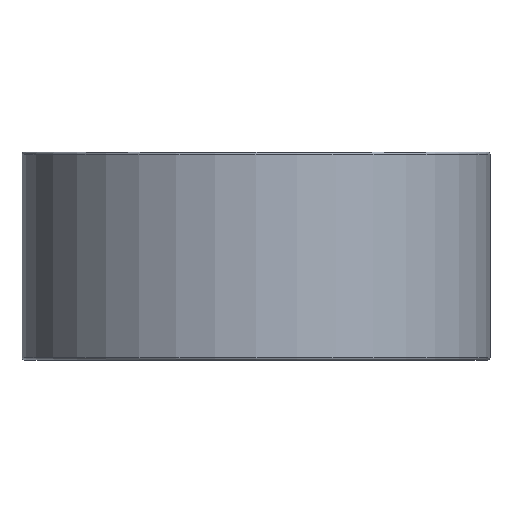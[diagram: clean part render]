
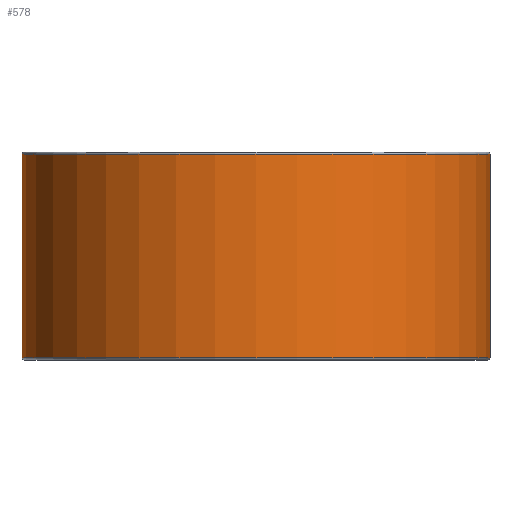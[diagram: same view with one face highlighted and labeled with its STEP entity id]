
A CAD part, front view. The second image highlights one B-rep face of the part: STEP entity #578.
In plain terms, the highlighted cylindrical face has radius 28.575 mm (diameter 57.15 mm), a full revolution.
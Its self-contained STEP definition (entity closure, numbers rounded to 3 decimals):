
#326 = EDGE_CURVE ( 'NONE', #9903, #9903, #2487, .T. ) ;
#464 = EDGE_LOOP ( 'NONE', ( #9361 ) ) ;
#578 = ADVANCED_FACE ( 'NONE', ( #6272, #8805 ), #1066, .T. ) ;
#710 = CARTESIAN_POINT ( 'NONE',  ( 0., 0., 25.146 ) ) ;
#1066 = CYLINDRICAL_SURFACE ( 'NONE', #6031, 28.575 ) ;
#1313 = EDGE_LOOP ( 'NONE', ( #1579 ) ) ;
#1579 = ORIENTED_EDGE ( 'NONE', *, *, #10003, .T. ) ;
#2487 = CIRCLE ( 'NONE', #5558, 28.575 ) ;
#3750 = CARTESIAN_POINT ( 'NONE',  ( 28.575, 0., 0.254 ) ) ;
#3993 = DIRECTION ( 'NONE',  ( -1., 0., 0. ) ) ;
#4477 = CARTESIAN_POINT ( 'NONE',  ( 28.575, 0., 25.146 ) ) ;
#4896 = CARTESIAN_POINT ( 'NONE',  ( 0., 0., 0.254 ) ) ;
#5165 = CARTESIAN_POINT ( 'NONE',  ( 0., 0., 25.4 ) ) ;
#5558 = AXIS2_PLACEMENT_3D ( 'NONE', #4896, #8725, #5648 ) ;
#5648 = DIRECTION ( 'NONE',  ( 1., 0., 0. ) ) ;
#6031 = AXIS2_PLACEMENT_3D ( 'NONE', #5165, #7446, #3993 ) ;
#6064 = DIRECTION ( 'NONE',  ( 0., 0., -1. ) ) ;
#6272 = FACE_OUTER_BOUND ( 'NONE', #464, .T. ) ;
#6560 = CIRCLE ( 'NONE', #9148, 28.575 ) ;
#7446 = DIRECTION ( 'NONE',  ( 0., 0., -1. ) ) ;
#7636 = DIRECTION ( 'NONE',  ( 1., 0., 0. ) ) ;
#8725 = DIRECTION ( 'NONE',  ( 0., 0., 1. ) ) ;
#8805 = FACE_OUTER_BOUND ( 'NONE', #1313, .T. ) ;
#9101 = VERTEX_POINT ( 'NONE', #4477 ) ;
#9148 = AXIS2_PLACEMENT_3D ( 'NONE', #710, #6064, #7636 ) ;
#9361 = ORIENTED_EDGE ( 'NONE', *, *, #326, .T. ) ;
#9903 = VERTEX_POINT ( 'NONE', #3750 ) ;
#10003 = EDGE_CURVE ( 'NONE', #9101, #9101, #6560, .T. ) ;
